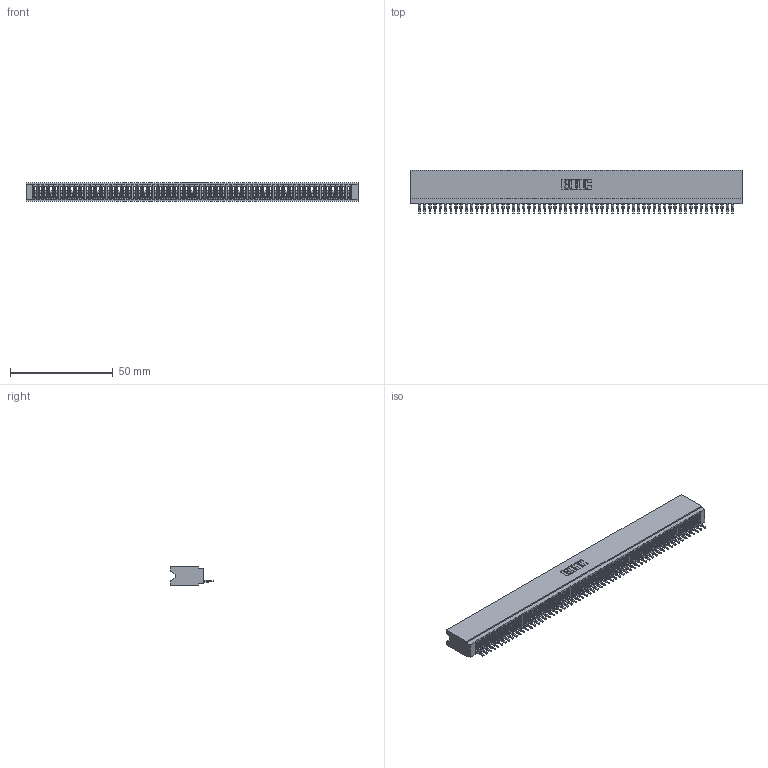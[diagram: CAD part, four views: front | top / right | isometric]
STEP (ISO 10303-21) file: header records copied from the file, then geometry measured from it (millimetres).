
FILE_DESCRIPTION (( 'STEP AP203' ), '1' );
FILE_NAME ('745-061-520-106.STEP', '2026-02-25T23:43:39', ( '' ), ( '' ), 'SwSTEP 2.0', 'SolidWorks 2023', '' );
FILE_SCHEMA (( 'CONFIG_CONTROL_DESIGN' ));
Length unit declared in the file: millimetre
Products named in the file (3): 745-061-520-106; 745 Part_Insulator Option - 06; 745-292-001_520
Assembly tree (62 placements, depth 2):
  745-061-520-106
    745 Part_Insulator Option - 06
    745-292-001_520  x61
Bounding box: 161.54 x 21.22 x 8.89 mm (x, y, z)
Volume: 13762.3 mm3; surface area: 25685.9 mm2
Topology: 62 solids, 62 shells, 6928 faces, 19048 edges, 12006 vertices
Faces by surface type: plane 4143, bspline 1220, cylinder 1199, torus 366
Entity records: 98169 total; most frequent: CARTESIAN_POINT 17801, ORIENTED_EDGE 17336, DIRECTION 15006, EDGE_CURVE 8668, VECTOR 8120, LINE 8120, VERTEX_POINT 5526, AXIS2_PLACEMENT_3D 3443
